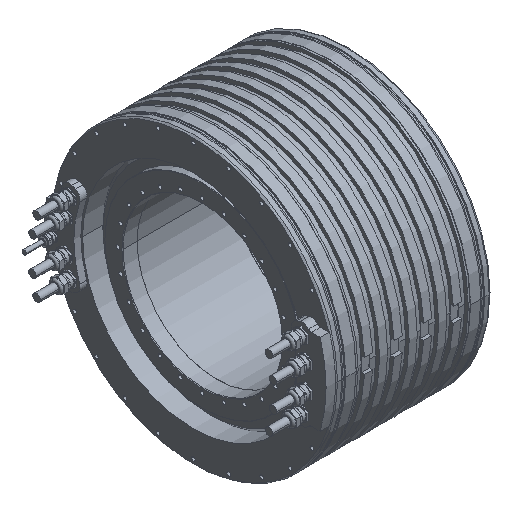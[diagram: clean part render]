
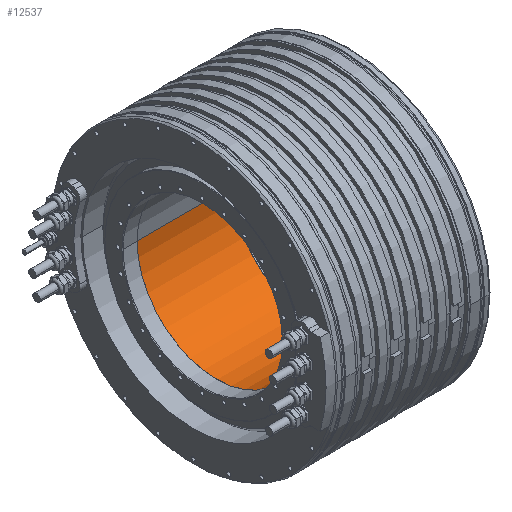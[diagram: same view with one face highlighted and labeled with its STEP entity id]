
A CAD part, isometric view. The second image highlights one B-rep face of the part: STEP entity #12537.
In plain terms, the highlighted cylindrical face has radius 108.25 mm (diameter 216.5 mm), a partial arc.
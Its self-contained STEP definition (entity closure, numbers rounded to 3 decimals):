
#10008=CARTESIAN_POINT('',(57.75,0.,0.));
#10009=DIRECTION('',(-1.,0.,0.));
#10010=DIRECTION('',(0.,1.,0.));
#10011=AXIS2_PLACEMENT_3D('',#10008,#10009,#10010);
#10026=DIRECTION('',(1.,0.,0.));
#10027=VECTOR('',#10026,130.5);
#10028=CARTESIAN_POINT('',(-72.75,108.25,0.));
#10029=LINE('',#10028,#10027);
#10035=DIRECTION('',(1.,0.,0.));
#10036=VECTOR('',#10035,130.5);
#10037=CARTESIAN_POINT('',(-72.75,-108.25,0.));
#10038=LINE('',#10037,#10036);
#10039=CARTESIAN_POINT('',(-72.75,0.,0.));
#10040=DIRECTION('',(-1.,0.,0.));
#10041=DIRECTION('',(0.,1.,0.));
#10042=AXIS2_PLACEMENT_3D('',#10039,#10040,#10041);
#11334=CARTESIAN_POINT('',(-72.75,108.25,0.));
#11335=VERTEX_POINT('',#11334);
#11336=CARTESIAN_POINT('',(57.75,108.25,0.));
#11337=VERTEX_POINT('',#11336);
#11368=CARTESIAN_POINT('',(-72.75,-108.25,0.));
#11369=VERTEX_POINT('',#11368);
#11370=CARTESIAN_POINT('',(57.75,-108.25,0.));
#11371=VERTEX_POINT('',#11370);
#12525=CARTESIAN_POINT('',(97.05,0.,0.));
#12526=DIRECTION('',(-1.,0.,0.));
#12527=DIRECTION('',(0.,1.,0.));
#12528=AXIS2_PLACEMENT_3D('',#12525,#12526,#12527);
#12529=CYLINDRICAL_SURFACE('',#12528,108.25);
#12530=ORIENTED_EDGE('',*,*,#12515,.T.);
#12531=ORIENTED_EDGE('',*,*,#12492,.T.);
#12532=ORIENTED_EDGE('',*,*,#12519,.F.);
#12534=ORIENTED_EDGE('',*,*,#12533,.F.);
#12535=EDGE_LOOP('',(#12530,#12531,#12532,#12534));
#12536=FACE_OUTER_BOUND('',#12535,.F.);
#12537=ADVANCED_FACE('',(#12536),#12529,.F.);
#10012=CIRCLE('',#10011,108.25);
#10043=CIRCLE('',#10042,108.25);
#12492=EDGE_CURVE('',#11337,#11371,#10012,.T.);
#12515=EDGE_CURVE('',#11335,#11337,#10029,.T.);
#12519=EDGE_CURVE('',#11369,#11371,#10038,.T.);
#12533=EDGE_CURVE('',#11335,#11369,#10043,.T.);
